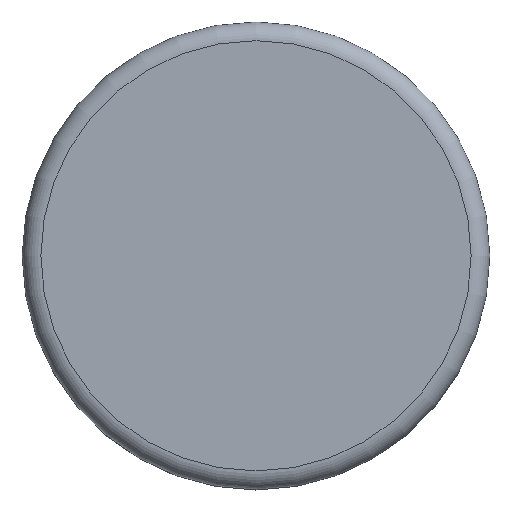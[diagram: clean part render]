
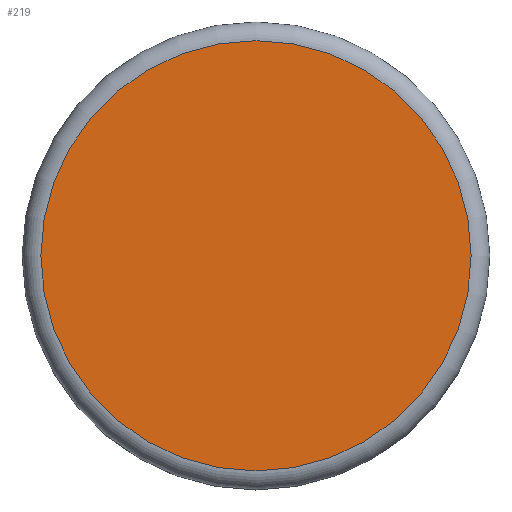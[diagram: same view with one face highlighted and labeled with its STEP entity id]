
A CAD part, top view. The second image highlights one B-rep face of the part: STEP entity #219.
In plain terms, the highlighted planar face has unit normal (0, 0, 1).
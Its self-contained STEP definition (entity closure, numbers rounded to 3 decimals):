
#25=CIRCLE('',#253,11.5);
#45=FACE_OUTER_BOUND('',#58,.T.);
#58=EDGE_LOOP('',(#191));
#111=VERTEX_POINT('',#380);
#138=EDGE_CURVE('',#111,#111,#25,.T.);
#191=ORIENTED_EDGE('',*,*,#138,.F.);
#206=PLANE('',#258);
#219=ADVANCED_FACE('',(#45),#206,.T.);
#253=AXIS2_PLACEMENT_3D('',#381,#314,#315);
#258=AXIS2_PLACEMENT_3D('',#389,#325,#326);
#314=DIRECTION('center_axis',(0.,0.,-1.));
#315=DIRECTION('ref_axis',(1.,0.,0.));
#325=DIRECTION('center_axis',(0.,0.,1.));
#326=DIRECTION('ref_axis',(1.,0.,0.));
#380=CARTESIAN_POINT('',(38.5,0.,12.5));
#381=CARTESIAN_POINT('Origin',(50.,0.,12.5));
#389=CARTESIAN_POINT('Origin',(50.,0.,12.5));
